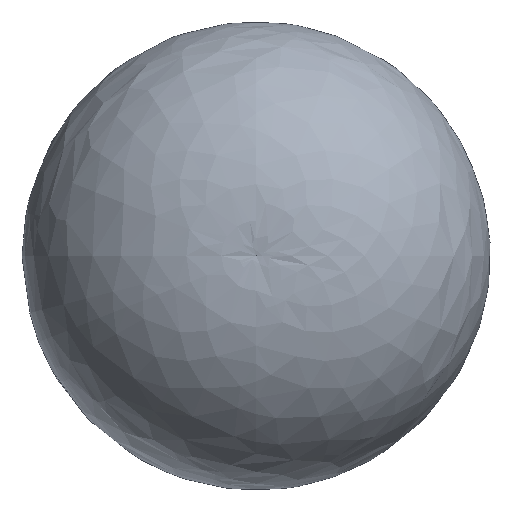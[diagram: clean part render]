
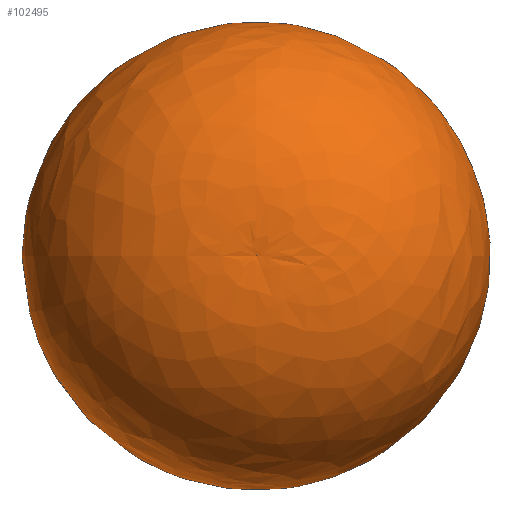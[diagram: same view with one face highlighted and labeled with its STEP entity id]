
A CAD part, top view. The second image highlights one B-rep face of the part: STEP entity #102495.
In plain terms, the highlighted free-form (B-spline) face has degree [2, 2] with [5, 9] control points.
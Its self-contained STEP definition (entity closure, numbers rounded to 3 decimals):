
#2530=(
BOUNDED_SURFACE()
B_SPLINE_SURFACE(2,2,((#330063,#330064,#330065,#330066,#330067,#330068,
#330069,#330070,#330071),(#330072,#330073,#330074,#330075,#330076,#330077,
#330078,#330079,#330080),(#330081,#330082,#330083,#330084,#330085,#330086,
#330087,#330088,#330089),(#330090,#330091,#330092,#330093,#330094,#330095,
#330096,#330097,#330098),(#330099,#330100,#330101,#330102,#330103,#330104,
#330105,#330106,#330107)),.UNSPECIFIED.,.F.,.T.,.F.)
B_SPLINE_SURFACE_WITH_KNOTS((3,2,3),(3,2,2,2,3),(-1.729,-0.254,
1.222),(-3.142,-1.571,0.,1.571,
3.142),.UNSPECIFIED.)
GEOMETRIC_REPRESENTATION_ITEM()
RATIONAL_B_SPLINE_SURFACE(((1.,0.707,1.,0.707,1.,
0.707,1.,0.707,1.),(0.74,0.523,
0.74,0.523,0.74,0.523,
0.74,0.523,0.74),(1.,0.707,
1.,0.707,1.,0.707,1.,0.707,1.),(0.74,
0.523,0.74,0.523,0.74,
0.523,0.74,0.523,0.74),
(1.,0.707,1.,0.707,1.,0.707,1.,0.707,
1.)))
REPRESENTATION_ITEM('')
SURFACE()
);
#19257=FACE_OUTER_BOUND('',#25644,.T.);
#25644=EDGE_LOOP('',(#94837,#94838,#94839));
#42468=CIRCLE('',#113518,474.639);
#42469=CIRCLE('',#113519,949.181);
#51301=VERTEX_POINT('',#330060);
#51302=VERTEX_POINT('',#330108);
#65817=EDGE_CURVE('',#51301,#51301,#42468,.T.);
#65818=EDGE_CURVE('',#51301,#51302,#42469,.T.);
#94837=ORIENTED_EDGE('',*,*,#65817,.F.);
#94838=ORIENTED_EDGE('',*,*,#65818,.T.);
#94839=ORIENTED_EDGE('',*,*,#65818,.F.);
#102495=ADVANCED_FACE('',(#19257),#2530,.F.);
#113518=AXIS2_PLACEMENT_3D('',#330062,#139999,#140000);
#113519=AXIS2_PLACEMENT_3D('',#330109,#140001,#140002);
#139999=DIRECTION('center_axis',(-1.,0.,0.));
#140000=DIRECTION('ref_axis',(0.,0.,1.));
#140001=DIRECTION('center_axis',(0.,-1.,0.));
#140002=DIRECTION('ref_axis',(0.,0.,
-1.));
#330060=CARTESIAN_POINT('',(-891.939,150.,-474.639));
#330062=CARTESIAN_POINT('Origin',(-891.939,150.,0.));
#330063=CARTESIAN_POINT('Ctrl Pts',(937.254,150.,0.));
#330064=CARTESIAN_POINT('Ctrl Pts',(937.254,150.,0.));
#330065=CARTESIAN_POINT('Ctrl Pts',(937.254,150.,0.));
#330066=CARTESIAN_POINT('Ctrl Pts',(937.254,150.,0.));
#330067=CARTESIAN_POINT('Ctrl Pts',(937.254,150.,0.));
#330068=CARTESIAN_POINT('Ctrl Pts',(937.254,150.,0.));
#330069=CARTESIAN_POINT('Ctrl Pts',(937.254,150.,0.));
#330070=CARTESIAN_POINT('Ctrl Pts',(937.254,150.,0.));
#330071=CARTESIAN_POINT('Ctrl Pts',(937.254,150.,0.));
#330072=CARTESIAN_POINT('Ctrl Pts',(1073.615,150.,-852.033));
#330073=CARTESIAN_POINT('Ctrl Pts',(1073.615,-702.033,
-852.033));
#330074=CARTESIAN_POINT('Ctrl Pts',(1073.615,-702.033,
0.));
#330075=CARTESIAN_POINT('Ctrl Pts',(1073.615,-702.033,
852.033));
#330076=CARTESIAN_POINT('Ctrl Pts',(1073.615,150.,852.033));
#330077=CARTESIAN_POINT('Ctrl Pts',(1073.615,1002.033,852.033));
#330078=CARTESIAN_POINT('Ctrl Pts',(1073.615,1002.033,0.));
#330079=CARTESIAN_POINT('Ctrl Pts',(1073.615,1002.033,-852.033));
#330080=CARTESIAN_POINT('Ctrl Pts',(1073.615,150.,-852.033));
#330081=CARTESIAN_POINT('Ctrl Pts',(238.399,150.,-1068.755));
#330082=CARTESIAN_POINT('Ctrl Pts',(238.399,-918.755,-1068.755));
#330083=CARTESIAN_POINT('Ctrl Pts',(238.399,-918.755,0.));
#330084=CARTESIAN_POINT('Ctrl Pts',(238.399,-918.755,1068.755));
#330085=CARTESIAN_POINT('Ctrl Pts',(238.399,150.,1068.755));
#330086=CARTESIAN_POINT('Ctrl Pts',(238.399,1218.755,1068.755));
#330087=CARTESIAN_POINT('Ctrl Pts',(238.399,1218.755,0.));
#330088=CARTESIAN_POINT('Ctrl Pts',(238.399,1218.755,-1068.755));
#330089=CARTESIAN_POINT('Ctrl Pts',(238.399,150.,-1068.755));
#330090=CARTESIAN_POINT('Ctrl Pts',(-596.818,150.,-1285.477));
#330091=CARTESIAN_POINT('Ctrl Pts',(-596.818,-1135.477,
-1285.477));
#330092=CARTESIAN_POINT('Ctrl Pts',(-596.818,-1135.477,
0.));
#330093=CARTESIAN_POINT('Ctrl Pts',(-596.818,-1135.477,
1285.477));
#330094=CARTESIAN_POINT('Ctrl Pts',(-596.818,150.,1285.477));
#330095=CARTESIAN_POINT('Ctrl Pts',(-596.818,1435.477,
1285.477));
#330096=CARTESIAN_POINT('Ctrl Pts',(-596.818,1435.477,
0.));
#330097=CARTESIAN_POINT('Ctrl Pts',(-596.818,1435.477,
-1285.477));
#330098=CARTESIAN_POINT('Ctrl Pts',(-596.818,150.,-1285.477));
#330099=CARTESIAN_POINT('Ctrl Pts',(-891.939,150.,-474.639));
#330100=CARTESIAN_POINT('Ctrl Pts',(-891.939,-324.639,
-474.639));
#330101=CARTESIAN_POINT('Ctrl Pts',(-891.939,-324.639,
0.));
#330102=CARTESIAN_POINT('Ctrl Pts',(-891.939,-324.639,
474.639));
#330103=CARTESIAN_POINT('Ctrl Pts',(-891.939,150.,474.639));
#330104=CARTESIAN_POINT('Ctrl Pts',(-891.939,624.639,474.639));
#330105=CARTESIAN_POINT('Ctrl Pts',(-891.939,624.639,0.));
#330106=CARTESIAN_POINT('Ctrl Pts',(-891.939,624.639,-474.639));
#330107=CARTESIAN_POINT('Ctrl Pts',(-891.939,150.,-474.639));
#330108=CARTESIAN_POINT('',(937.254,150.,0.));
#330109=CARTESIAN_POINT('Origin',(0.,150.,-150.));
